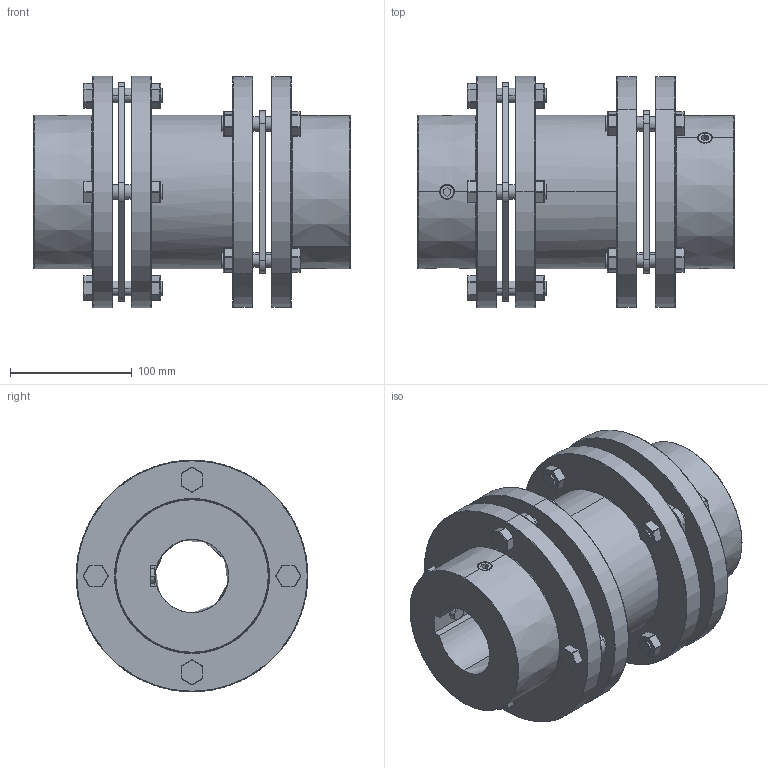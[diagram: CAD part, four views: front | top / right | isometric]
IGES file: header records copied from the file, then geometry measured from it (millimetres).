
Start section: SolidWorks IGES file using analytic representation for surfaces
Global section: file name: CL11-190k_Double.igs; native system: SolidWorks 2010; preprocessor: SolidWorks 2010; author: Josh; date: 110810.011913; units: millimetre
Bounding box: 260 x 190 x 190 mm (x, y, z)
Surface area: 404836.5 mm2 (no closed solid volume)
Topology: 0 solids, 0 shells, 648 faces, 6779 edges, 6718 vertices
Faces by surface type: revolution 464, bspline 184
